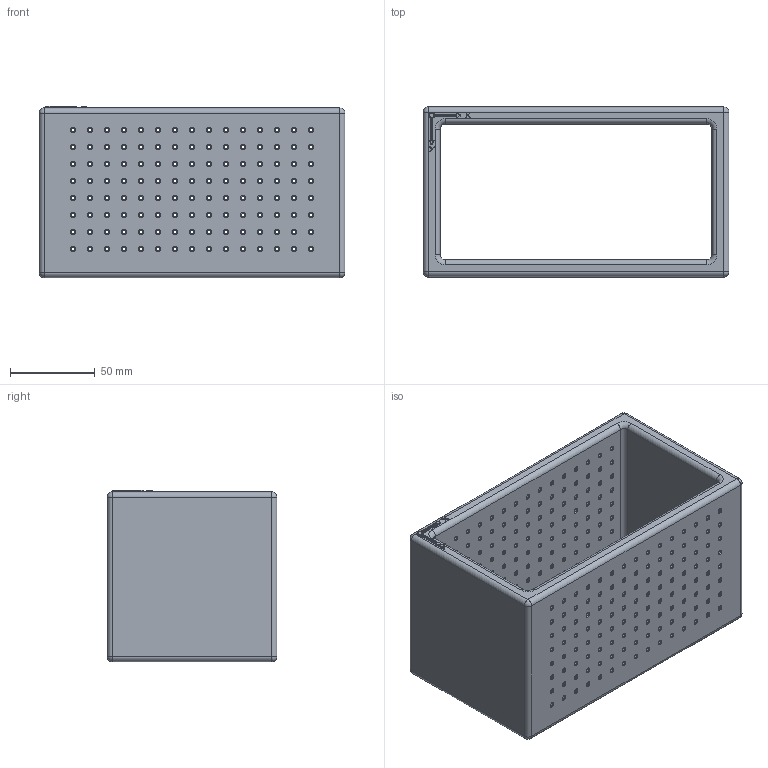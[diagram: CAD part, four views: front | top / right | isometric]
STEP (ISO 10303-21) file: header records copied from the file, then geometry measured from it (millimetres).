
FILE_DESCRIPTION(/* description */ (''),/* implementation_level */ '2;1');
FILE_NAME(/* name */ 'Phantom_1 v2.step',/* time_stamp */ '2021-12-19T23:54:57+01:00',/* author */ (''),/* organization */ (''),/* preprocessor_version */ 'ST-DEVELOPER v18.1',/* originating_system */ 'Autodesk Translation Framework v10.10.0.1391',/* authorisation */ '');
FILE_SCHEMA (('AUTOMOTIVE_DESIGN { 1 0 10303 214 3 1 1 }'));
Length unit declared in the file: millimetre
Products named in the file (1): Phantom_1
Bounding box: 180 x 100 x 101 mm (x, y, z)
Volume: 508349.4 mm3; surface area: 123776.4 mm2
Topology: 1 solids, 1 shells, 892 faces, 2544 edges, 1655 vertices
Faces by surface type: torus 500, cylinder 321, plane 47, sphere 17, bspline 7
Full cylindrical faces by diameter (mm): 2 x240
Entity records: 31546 total; most frequent: DIRECTION 6387, CARTESIAN_POINT 5344, ORIENTED_EDGE 5084, AXIS2_PLACEMENT_3D 2970, EDGE_CURVE 2542, CIRCLE 2050, VERTEX_POINT 1655, EDGE_LOOP 1377
